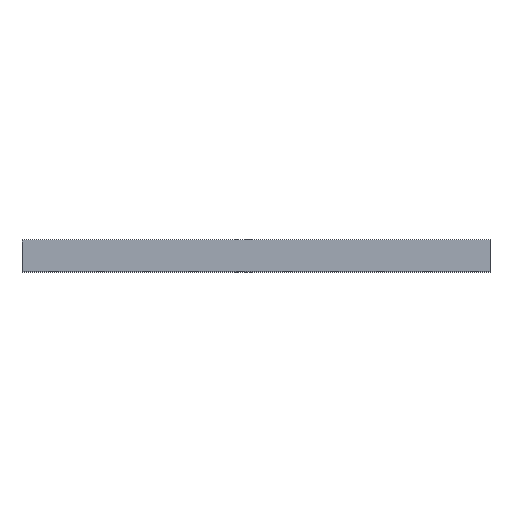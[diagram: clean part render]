
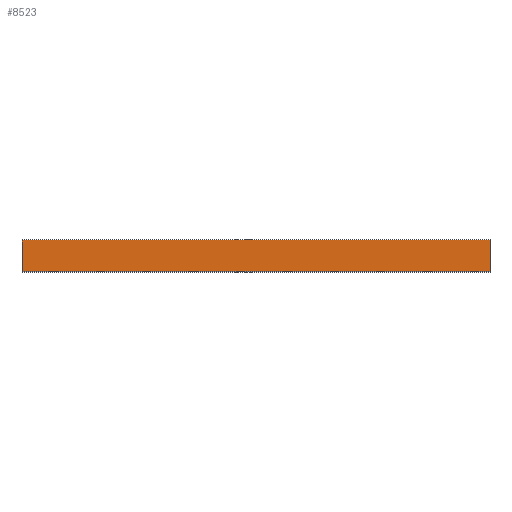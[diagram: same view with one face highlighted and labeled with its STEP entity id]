
A CAD part, top view. The second image highlights one B-rep face of the part: STEP entity #8523.
In plain terms, the highlighted planar face has unit normal (0, 0, 1).
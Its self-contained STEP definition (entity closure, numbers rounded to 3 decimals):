
#9=DIRECTION('',(1.,0.,0.));
#10=VECTOR('',#9,300.);
#11=CARTESIAN_POINT('',(-150.,0.,150.));
#12=LINE('',#11,#10);
#2021=DIRECTION('',(0.,1.,0.));
#2022=VECTOR('',#2021,20.);
#2023=CARTESIAN_POINT('',(150.,0.,150.));
#2024=LINE('',#2023,#2022);
#2025=DIRECTION('',(0.,1.,0.));
#2026=VECTOR('',#2025,20.);
#2027=CARTESIAN_POINT('',(-150.,0.,150.));
#2028=LINE('',#2027,#2026);
#2041=DIRECTION('',(1.,0.,0.));
#2042=VECTOR('',#2041,300.);
#2043=CARTESIAN_POINT('',(-150.,20.,150.));
#2044=LINE('',#2043,#2042);
#5653=CARTESIAN_POINT('',(-150.,0.,150.));
#5654=VERTEX_POINT('',#5653);
#5655=CARTESIAN_POINT('',(150.,0.,150.));
#5656=VERTEX_POINT('',#5655);
#5661=CARTESIAN_POINT('',(-150.,20.,150.));
#5662=VERTEX_POINT('',#5661);
#5663=CARTESIAN_POINT('',(150.,20.,150.));
#5664=VERTEX_POINT('',#5663);
#8510=CARTESIAN_POINT('',(-150.,0.,150.));
#8511=DIRECTION('',(0.,0.,1.));
#8512=DIRECTION('',(1.,0.,0.));
#8513=AXIS2_PLACEMENT_3D('',#8510,#8511,#8512);
#8514=PLANE('',#8513);
#8515=ORIENTED_EDGE('',*,*,#7274,.F.);
#8517=ORIENTED_EDGE('',*,*,#8516,.T.);
#8519=ORIENTED_EDGE('',*,*,#8518,.T.);
#8520=ORIENTED_EDGE('',*,*,#8502,.F.);
#8521=EDGE_LOOP('',(#8515,#8517,#8519,#8520));
#8522=FACE_OUTER_BOUND('',#8521,.F.);
#8523=ADVANCED_FACE('',(#8522),#8514,.T.);
#7274=EDGE_CURVE('',#5654,#5656,#12,.T.);
#8502=EDGE_CURVE('',#5656,#5664,#2024,.T.);
#8516=EDGE_CURVE('',#5654,#5662,#2028,.T.);
#8518=EDGE_CURVE('',#5662,#5664,#2044,.T.);
